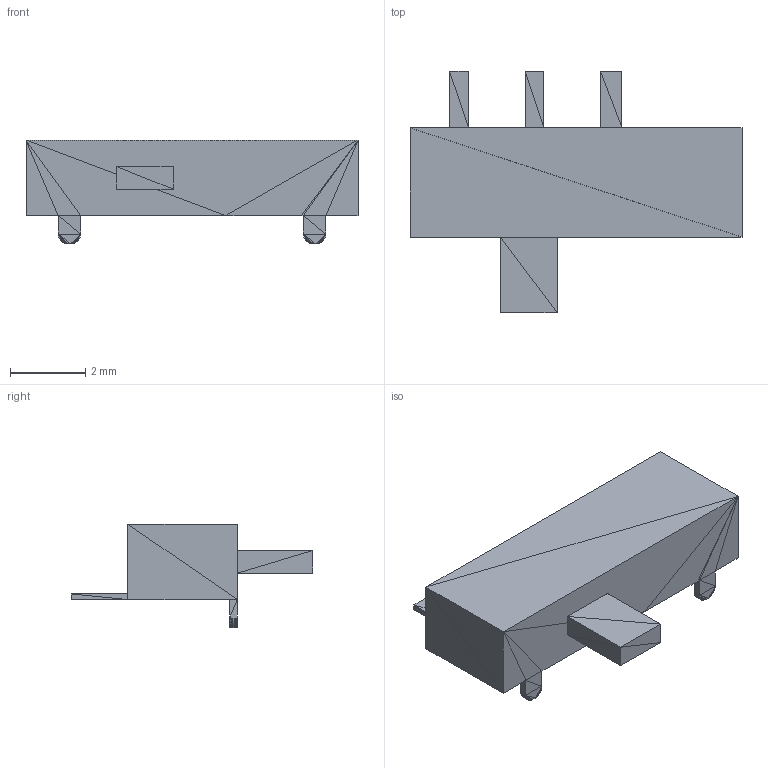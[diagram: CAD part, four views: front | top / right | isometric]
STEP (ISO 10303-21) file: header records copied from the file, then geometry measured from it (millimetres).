
FILE_DESCRIPTION(('FreeCAD Model'),'2;1');
FILE_NAME('Open CASCADE Shape Model','2021-05-03T14:55:29',('Author'),( ''),'Open CASCADE STEP processor 7.4','FreeCAD','Unknown');
FILE_SCHEMA(('AUTOMOTIVE_DESIGN { 1 0 10303 214 1 1 1 1 }'));
Length unit declared in the file: millimetre
Products named in the file (6): Unnamed3; SW_SMD_SPDT_Slide_9x6_9_hole_Solid002_(Solid); SW_SMD_SPDT_Slide_9x6_9_hole_Solid__2_001_(Solid); SW_SMD_SPDT_Slide_9x6_9_hole_Solid__3_001_(Solid); SW_SMD_SPDT_Slide_9x6_9_hole_Solid__4_001_(Solid); SW_SMD_SPDT_Slide_9x6_9_hole_Solid1001_(Solid)
Assembly tree (5 placements, depth 2):
  Unnamed3
    SW_SMD_SPDT_Slide_9x6_9_hole_Solid002_(Solid)
    SW_SMD_SPDT_Slide_9x6_9_hole_Solid__2_001_(Solid)
    SW_SMD_SPDT_Slide_9x6_9_hole_Solid__3_001_(Solid)
    SW_SMD_SPDT_Slide_9x6_9_hole_Solid__4_001_(Solid)
    SW_SMD_SPDT_Slide_9x6_9_hole_Solid1001_(Solid)
Bounding box: 8.8 x 6.4 x 2.75 mm (x, y, z)
Volume: 53.4 mm3; surface area: 116.8 mm2
Topology: 5 solids, 5 shells, 262 faces, 393 edges, 141 vertices
Faces by surface type: plane 262
Entity records: 10015 total; most frequent: CARTESIAN_POINT 1981, DIRECTION 1322, ORIENTED_EDGE 786, LINE 786, VECTOR 786, PCURVE 786, DEFINITIONAL_REPRESENTATION 786, EDGE_CURVE 393
